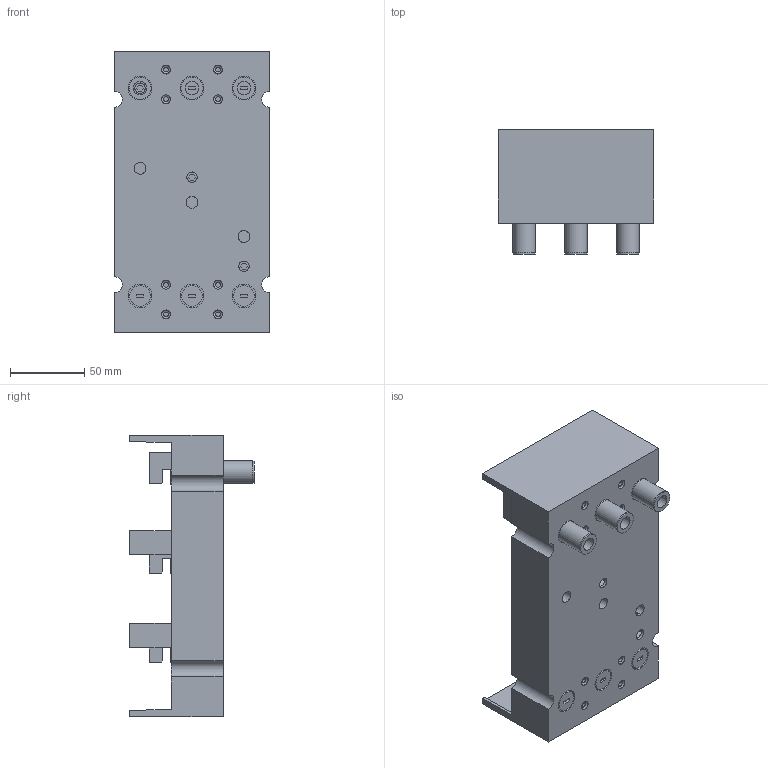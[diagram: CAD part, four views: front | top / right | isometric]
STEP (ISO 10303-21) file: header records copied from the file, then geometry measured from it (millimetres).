
FILE_DESCRIPTION(/* description */ ('STEP AP214'),/* implementation_level */ '2;1');
FILE_NAME(/* name */ '32156',/* time_stamp */ '2023-10-05T13:14:09+02:00',/* author */ ('License CC BY-ND 4.0'),/* organization */ ('CADENAS'),/* preprocessor_version */ 'ST-DEVELOPER v19.3',/* originating_system */ 'PARTsolutions',/* authorisation */ ' ');
FILE_SCHEMA (('AUTOMOTIVE_DESIGN {1 0 10303 214 3 1 1}'));
Length unit declared in the file: millimetre
Products named in the file (4): 32156; clamp; copper_tube_15x9x25; Basis105x190_2
Assembly tree (7 placements, depth 2):
  32156
    clamp  x3
    copper_tube_15x9x25  x3
    Basis105x190_2
Bounding box: 105 x 84 x 190 mm (x, y, z)
Volume: 688236.2 mm3; surface area: 113445.9 mm2
Topology: 7 solids, 7 shells, 286 faces, 681 edges, 449 vertices
Faces by surface type: plane 220, cylinder 58, cone 8
Full cylindrical faces by diameter (mm): 3.242 x8, 6 x8, 7 x3, 8 x9, 9 x3, 14 x6, 14.9 x6, 15 x3, 16 x6
Entity records: 7062 total; most frequent: CARTESIAN_POINT 978, DIRECTION 968, ORIENTED_EDGE 886, EDGE_CURVE 443, LINE 350, VECTOR 350, VERTEX_POINT 319, AXIS2_PLACEMENT_3D 309
